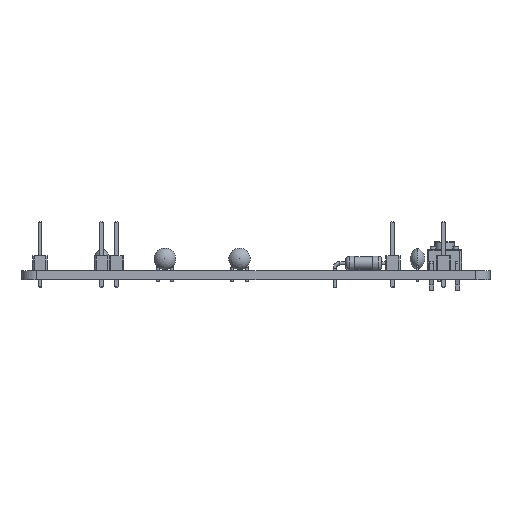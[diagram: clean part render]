
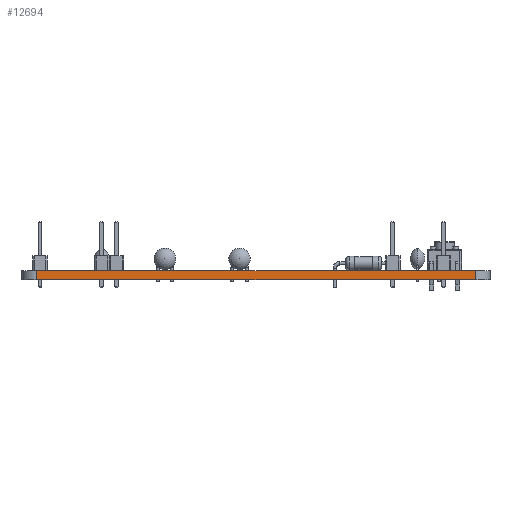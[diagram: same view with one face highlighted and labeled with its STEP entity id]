
A CAD part, left-side view. The second image highlights one B-rep face of the part: STEP entity #12694.
In plain terms, the highlighted planar face has unit normal (-1, 0, 0).
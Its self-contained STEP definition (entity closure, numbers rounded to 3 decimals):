
#9791 = VERTEX_POINT('',#9792);
#9792 = CARTESIAN_POINT('',(119.38,-61.595,0.));
#9799 = EDGE_CURVE('',#9800,#9791,#9802,.T.);
#9800 = VERTEX_POINT('',#9801);
#9801 = CARTESIAN_POINT('',(119.38,-138.43,0.));
#9802 = LINE('',#9803,#9804);
#9803 = CARTESIAN_POINT('',(119.38,-138.43,0.));
#9804 = VECTOR('',#9805,1.);
#9805 = DIRECTION('',(0.,1.,0.));
#11229 = VERTEX_POINT('',#11230);
#11230 = CARTESIAN_POINT('',(119.38,-61.595,1.6));
#11237 = EDGE_CURVE('',#11238,#11229,#11240,.T.);
#11238 = VERTEX_POINT('',#11239);
#11239 = CARTESIAN_POINT('',(119.38,-138.43,1.6));
#11240 = LINE('',#11241,#11242);
#11241 = CARTESIAN_POINT('',(119.38,-138.43,1.6));
#11242 = VECTOR('',#11243,1.);
#11243 = DIRECTION('',(0.,1.,0.));
#12664 = EDGE_CURVE('',#9791,#11229,#12665,.T.);
#12665 = LINE('',#12666,#12667);
#12666 = CARTESIAN_POINT('',(119.38,-61.595,0.));
#12667 = VECTOR('',#12668,1.);
#12668 = DIRECTION('',(0.,0.,1.));
#12694 = ADVANCED_FACE('',(#12695),#12706,.T.);
#12695 = FACE_BOUND('',#12696,.T.);
#12696 = EDGE_LOOP('',(#12697,#12703,#12704,#12705));
#12697 = ORIENTED_EDGE('',*,*,#12698,.T.);
#12698 = EDGE_CURVE('',#9800,#11238,#12699,.T.);
#12699 = LINE('',#12700,#12701);
#12700 = CARTESIAN_POINT('',(119.38,-138.43,0.));
#12701 = VECTOR('',#12702,1.);
#12702 = DIRECTION('',(0.,0.,1.));
#12703 = ORIENTED_EDGE('',*,*,#11237,.T.);
#12704 = ORIENTED_EDGE('',*,*,#12664,.F.);
#12705 = ORIENTED_EDGE('',*,*,#9799,.F.);
#12706 = PLANE('',#12707);
#12707 = AXIS2_PLACEMENT_3D('',#12708,#12709,#12710);
#12708 = CARTESIAN_POINT('',(119.38,-138.43,0.));
#12709 = DIRECTION('',(-1.,0.,0.));
#12710 = DIRECTION('',(0.,1.,0.));
